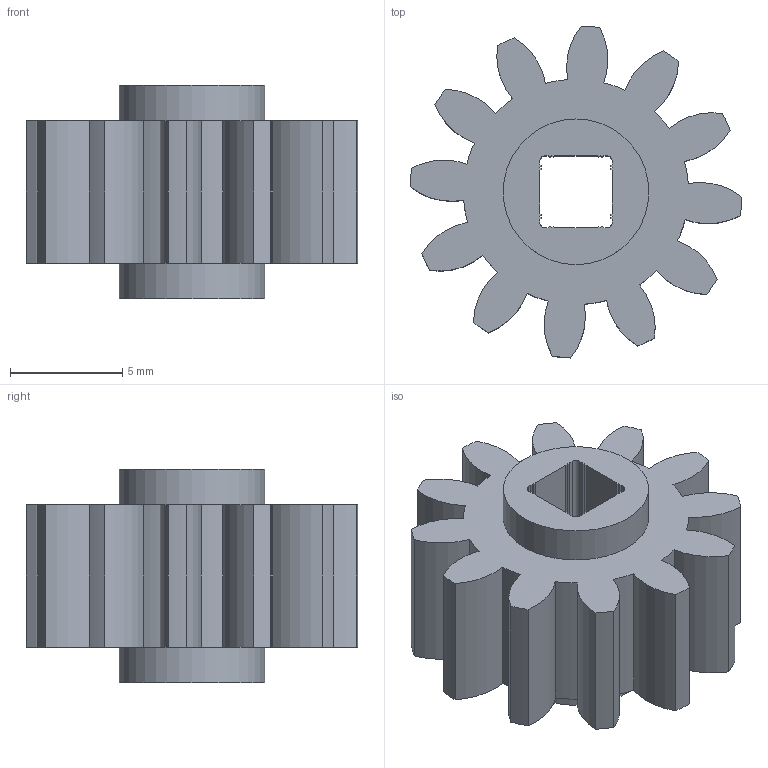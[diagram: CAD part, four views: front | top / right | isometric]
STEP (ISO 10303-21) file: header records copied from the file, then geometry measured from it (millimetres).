
FILE_DESCRIPTION(/* description */ (''),/* implementation_level */ '2;1');
FILE_NAME(/* name */ '12-Tooth Gear_MIR_MIR.ipt.step',/* time_stamp */ '2020-04-16T22:54:02-04:00',/* author */ ('Jordan'),/* organization */ (''),/* preprocessor_version */ 'ST-DEVELOPER v17',/* originating_system */ 'Autodesk Inventor 2019',/* authorisation */ '');
FILE_SCHEMA (('AUTOMOTIVE_DESIGN { 1 0 10303 214 3 1 1 }'));
Length unit declared in the file: millimetre
Products named in the file (1): 12-Tooth Gear_MIR_MIR
Bounding box: 14.8 x 14.8 x 9.53 mm (x, y, z)
Volume: 800.4 mm3; surface area: 946.7 mm2
Topology: 1 solids, 1 shells, 126 faces, 370 edges, 248 vertices
Faces by surface type: cylinder 70, plane 56
Full cylindrical faces by diameter (mm): 6.5 x2
Entity records: 4426 total; most frequent: DIRECTION 768, CARTESIAN_POINT 745, ORIENTED_EDGE 740, EDGE_CURVE 370, AXIS2_PLACEMENT_3D 271, VERTEX_POINT 248, LINE 226, VECTOR 226
